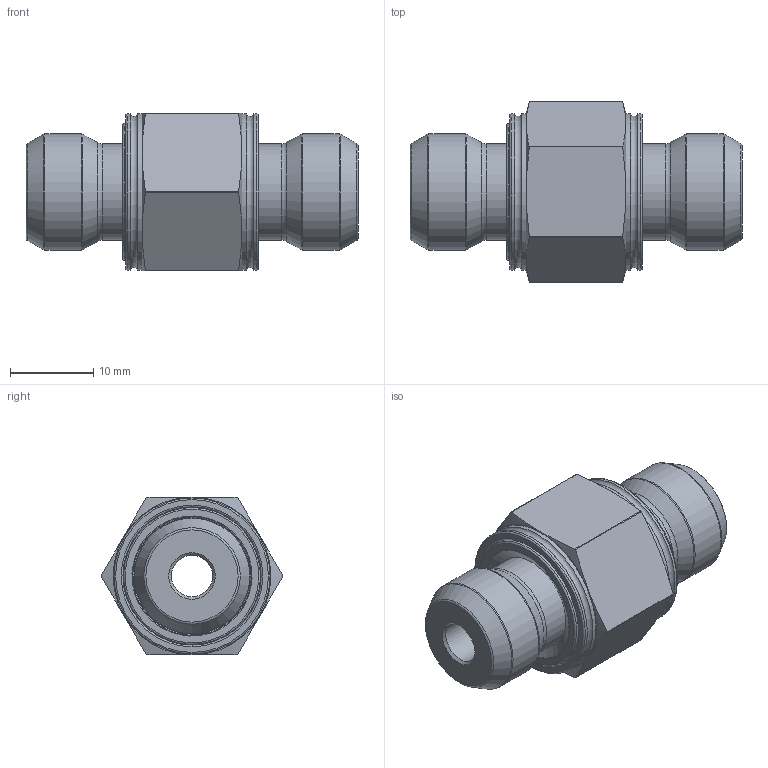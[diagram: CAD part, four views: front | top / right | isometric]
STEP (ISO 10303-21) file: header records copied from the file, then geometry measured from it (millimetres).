
FILE_DESCRIPTION(/* description */ (''),/* implementation_level */ '2;1');
FILE_NAME(/* name */ 'DUM08.stp',/* time_stamp */ '2025-01-08T13:00:02+01:00',/* author */ (''),/* organization */ (''),/* preprocessor_version */ 'ST-DEVELOPER v16',/* originating_system */ 'SIEMENS PLM Software NX 10.0',/* authorisation */ '');
FILE_SCHEMA (('CONFIG_CONTROL_DESIGN'));
Length unit declared in the file: millimetre
Products named in the file (2): X-UR-10; X-DUM10
Assembly tree (1 placements, depth 2):
  X-DUM10
    X-UR-10
Bounding box: 40 x 21.91 x 19 mm (x, y, z)
Volume: 7095.4 mm3; surface area: 3764.5 mm2
Topology: 2 solids, 2 shells, 73 faces, 158 edges, 95 vertices
Faces by surface type: cylinder 19, cone 19, torus 19, plane 16
Full cylindrical faces by diameter (mm): 5 x1, 11.6 x3, 14 x2, 16.5 x1, 16.645 x2, 18.8 x4
Entity records: 2017 total; most frequent: CARTESIAN_POINT 483, DIRECTION 282, ORIENTED_EDGE 216, AXIS2_PLACEMENT_3D 135, EDGE_LOOP 122, EDGE_CURVE 108, FACE_BOUND 98, VERTEX_POINT 84
